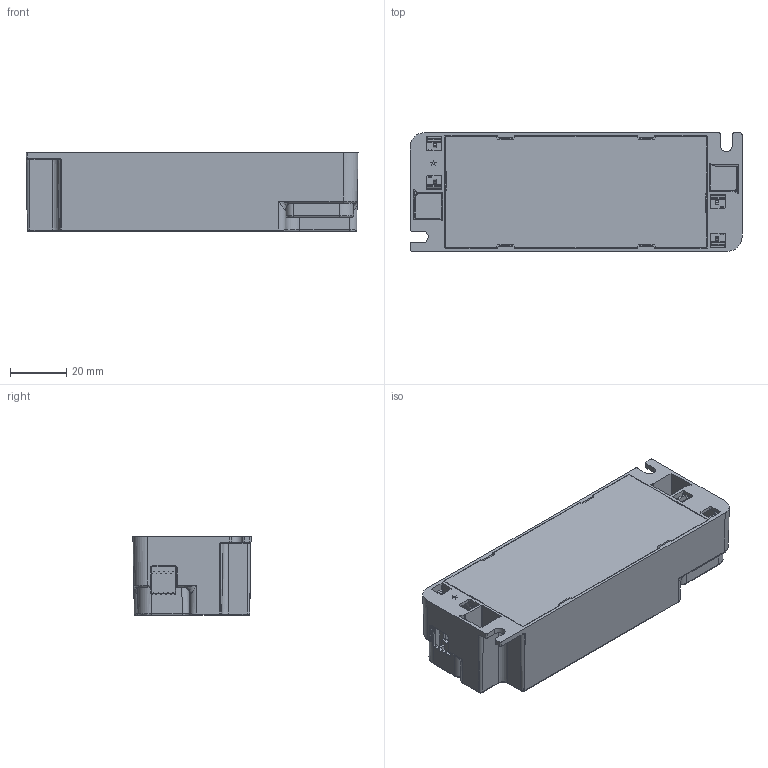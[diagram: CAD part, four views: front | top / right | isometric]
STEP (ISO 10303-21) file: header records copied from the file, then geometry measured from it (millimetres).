
FILE_DESCRIPTION(/* description */ (''),/* implementation_level */ '2;1');
FILE_NAME(/* name */ 'PANEL G4 Housing 3D.stp',/* time_stamp */ '2022-07-12T10:41:48+08:00',/* author */ ('310143630'),/* organization */ (''),/* preprocessor_version */ 'ST-DEVELOPER v16.5',/* originating_system */ 'Autodesk Inventor 2017',/* authorisation */ '');
FILE_SCHEMA (('AUTOMOTIVE_DESIGN { 1 0 10303 214 3 1 1 }'));
Products named in the file (1): Housing&PBCA T1 modify 20220525
Bounding box: 118 x 42 x 28 mm (x, y, z)
Volume: 54886 mm3; surface area: 60826 mm2
Topology: 7 solids, 7 shells, 2870 faces, 7997 edges, 5196 vertices
Faces by surface type: plane 1947, cylinder 607, bspline 192, torus 84, sphere 30, cone 10
Full cylindrical faces by diameter (mm): 0.5 x6, 0.6 x14, 0.75 x4, 0.8 x6, 0.9 x8, 1 x11, 1.1 x4, 1.2 x12, 1.3 x2, 3 x4, 3.9 x1, 5.5 x2, 6.4 x1, 8 x2, 9 x1, 10.9 x1
Entity records: 102524 total; most frequent: CARTESIAN_POINT 26327, ORIENTED_EDGE 15578, DIRECTION 14576, EDGE_CURVE 7789, LINE 5976, VECTOR 5976, VERTEX_POINT 5075, AXIS2_PLACEMENT_3D 4300
